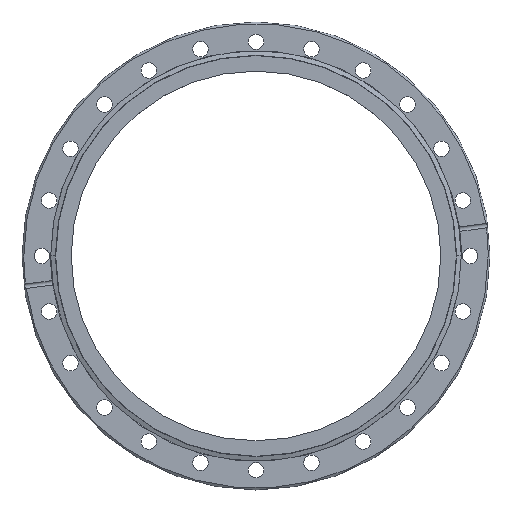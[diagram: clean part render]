
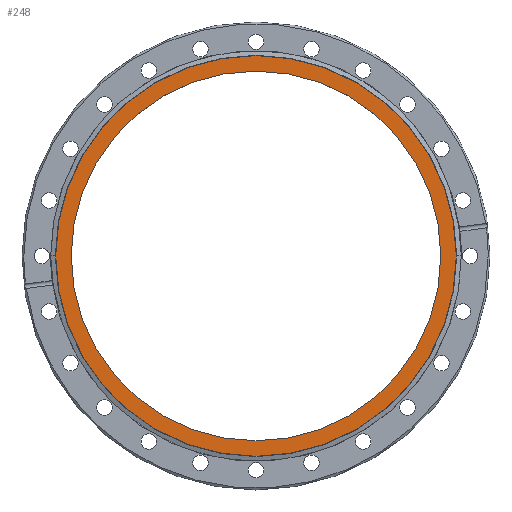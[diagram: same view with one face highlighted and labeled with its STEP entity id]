
A CAD part, top view. The second image highlights one B-rep face of the part: STEP entity #248.
In plain terms, the highlighted planar face has unit normal (0, 0, 1).
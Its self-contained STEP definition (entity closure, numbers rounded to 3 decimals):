
#228 = CARTESIAN_POINT ( 'NONE',  ( 108.398, 0., -1.2 ) ) ;
#233 = EDGE_CURVE ( 'NONE', #1475, #2198, #990, .T. ) ;
#248 = ADVANCED_FACE ( 'NONE', ( #1420, #1982 ), #1471, .T. ) ;
#273 = CIRCLE ( 'NONE', #1211, 100. ) ;
#318 = VERTEX_POINT ( 'NONE', #1112 ) ;
#353 = EDGE_CURVE ( 'NONE', #2198, #1475, #1912, .T. ) ;
#398 = DIRECTION ( 'NONE',  ( 0., 0., -1. ) ) ;
#486 = AXIS2_PLACEMENT_3D ( 'NONE', #1520, #1517, #1509 ) ;
#828 = DIRECTION ( 'NONE',  ( 1., 0., 0. ) ) ;
#831 = DIRECTION ( 'NONE',  ( 1., 0., 0. ) ) ;
#838 = DIRECTION ( 'NONE',  ( 0., 0., 1. ) ) ;
#840 = DIRECTION ( 'NONE',  ( 0., 0., -1. ) ) ;
#844 = CARTESIAN_POINT ( 'NONE',  ( 0., 0., -1.2 ) ) ;
#847 = CARTESIAN_POINT ( 'NONE',  ( 0., 0., -1.2 ) ) ;
#990 = CIRCLE ( 'NONE', #486, 108.398 ) ;
#1112 = CARTESIAN_POINT ( 'NONE',  ( 100., 0., -1.2 ) ) ;
#1211 = AXIS2_PLACEMENT_3D ( 'NONE', #2585, #398, #2509 ) ;
#1248 = AXIS2_PLACEMENT_3D ( 'NONE', #1429, #1424, #1409 ) ;
#1274 = VERTEX_POINT ( 'NONE', #1870 ) ;
#1285 = ORIENTED_EDGE ( 'NONE', *, *, #1627, .T. ) ;
#1321 = EDGE_LOOP ( 'NONE', ( #1285, #2708 ) ) ;
#1352 = ORIENTED_EDGE ( 'NONE', *, *, #233, .T. ) ;
#1409 = DIRECTION ( 'NONE',  ( 1., 0., 0. ) ) ;
#1420 = FACE_OUTER_BOUND ( 'NONE', #1993, .T. ) ;
#1424 = DIRECTION ( 'NONE',  ( 0., 0., 1. ) ) ;
#1429 = CARTESIAN_POINT ( 'NONE',  ( 0., 0., -1.2 ) ) ;
#1471 = PLANE ( 'NONE',  #1248 ) ;
#1475 = VERTEX_POINT ( 'NONE', #2142 ) ;
#1509 = DIRECTION ( 'NONE',  ( 1., 0., 0. ) ) ;
#1517 = DIRECTION ( 'NONE',  ( 0., 0., 1. ) ) ;
#1520 = CARTESIAN_POINT ( 'NONE',  ( 0., 0., -1.2 ) ) ;
#1627 = EDGE_CURVE ( 'NONE', #1274, #318, #2428, .T. ) ;
#1803 = AXIS2_PLACEMENT_3D ( 'NONE', #844, #838, #831 ) ;
#1870 = CARTESIAN_POINT ( 'NONE',  ( -100., 0., -1.2 ) ) ;
#1912 = CIRCLE ( 'NONE', #1803, 108.398 ) ;
#1915 = AXIS2_PLACEMENT_3D ( 'NONE', #847, #840, #828 ) ;
#1982 = FACE_BOUND ( 'NONE', #1321, .T. ) ;
#1993 = EDGE_LOOP ( 'NONE', ( #2560, #1352 ) ) ;
#2142 = CARTESIAN_POINT ( 'NONE',  ( -108.398, 0., -1.2 ) ) ;
#2198 = VERTEX_POINT ( 'NONE', #228 ) ;
#2269 = EDGE_CURVE ( 'NONE', #318, #1274, #273, .T. ) ;
#2428 = CIRCLE ( 'NONE', #1915, 100. ) ;
#2509 = DIRECTION ( 'NONE',  ( 1., 0., 0. ) ) ;
#2560 = ORIENTED_EDGE ( 'NONE', *, *, #353, .T. ) ;
#2585 = CARTESIAN_POINT ( 'NONE',  ( 0., 0., -1.2 ) ) ;
#2708 = ORIENTED_EDGE ( 'NONE', *, *, #2269, .T. ) ;
